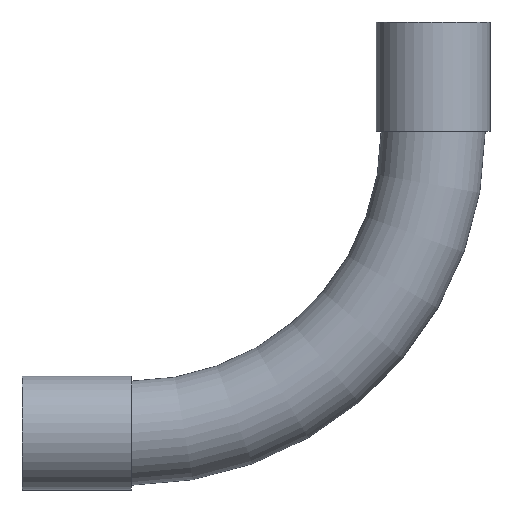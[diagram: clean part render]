
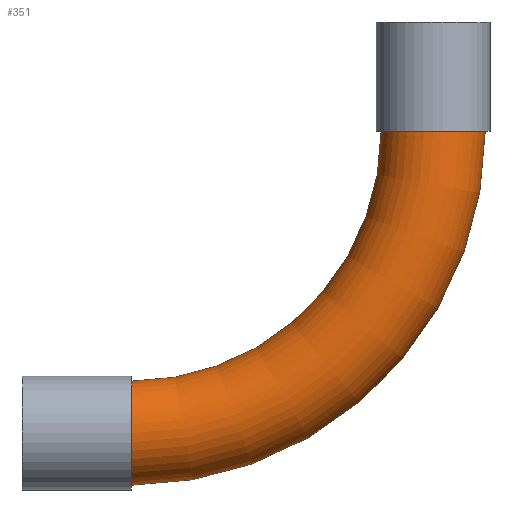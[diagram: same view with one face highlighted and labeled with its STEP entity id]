
A CAD part, front view. The second image highlights one B-rep face of the part: STEP entity #351.
In plain terms, the highlighted toroidal (fillet/blend) face has major radius 116 mm and minor radius 20 mm.
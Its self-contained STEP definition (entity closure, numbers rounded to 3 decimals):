
#2 = AXIS2_PLACEMENT_3D ( 'NONE', #277, #602, #333 ) ;
#43 = DIRECTION ( 'NONE',  ( 1., 0., 0. ) ) ;
#58 = ORIENTED_EDGE ( 'NONE', *, *, #295, .F. ) ;
#77 = TOROIDAL_SURFACE ( 'NONE', #590, 116., 20. ) ;
#86 = CARTESIAN_POINT ( 'NONE',  ( 136., 0., 0. ) ) ;
#99 = ORIENTED_EDGE ( 'NONE', *, *, #332, .F. ) ;
#118 = EDGE_CURVE ( 'NONE', #132, #297, #136, .T. ) ;
#132 = VERTEX_POINT ( 'NONE', #612 ) ;
#136 = CIRCLE ( 'NONE', #2, 20. ) ;
#140 = DIRECTION ( 'NONE',  ( 0., 0., -1. ) ) ;
#152 = CARTESIAN_POINT ( 'NONE',  ( 0., 0., 0. ) ) ;
#162 = EDGE_LOOP ( 'NONE', ( #443, #446, #58, #99 ) ) ;
#191 = DIRECTION ( 'NONE',  ( 0., -1., 0. ) ) ;
#198 = AXIS2_PLACEMENT_3D ( 'NONE', #584, #312, #630 ) ;
#208 = CIRCLE ( 'NONE', #299, 136. ) ;
#211 = DIRECTION ( 'NONE',  ( 0., 0., -1. ) ) ;
#277 = CARTESIAN_POINT ( 'NONE',  ( 0., 0., -116. ) ) ;
#295 = EDGE_CURVE ( 'NONE', #438, #480, #563, .T. ) ;
#297 = VERTEX_POINT ( 'NONE', #374 ) ;
#299 = AXIS2_PLACEMENT_3D ( 'NONE', #152, #500, #211 ) ;
#311 = CIRCLE ( 'NONE', #198, 96. ) ;
#312 = DIRECTION ( 'NONE',  ( 0., -1., 0. ) ) ;
#330 = EDGE_CURVE ( 'NONE', #132, #480, #208, .T. ) ;
#332 = EDGE_CURVE ( 'NONE', #297, #438, #311, .T. ) ;
#333 = DIRECTION ( 'NONE',  ( 0., 0., -1. ) ) ;
#351 = ADVANCED_FACE ( 'NONE', ( #416 ), #77, .T. ) ;
#367 = DIRECTION ( 'NONE',  ( 0., 0., 1. ) ) ;
#374 = CARTESIAN_POINT ( 'NONE',  ( 0., 0., -96. ) ) ;
#412 = CARTESIAN_POINT ( 'NONE',  ( 116., 0., 0. ) ) ;
#416 = FACE_OUTER_BOUND ( 'NONE', #162, .T. ) ;
#438 = VERTEX_POINT ( 'NONE', #564 ) ;
#443 = ORIENTED_EDGE ( 'NONE', *, *, #118, .F. ) ;
#446 = ORIENTED_EDGE ( 'NONE', *, *, #330, .T. ) ;
#480 = VERTEX_POINT ( 'NONE', #86 ) ;
#483 = AXIS2_PLACEMENT_3D ( 'NONE', #412, #367, #43 ) ;
#500 = DIRECTION ( 'NONE',  ( 0., -1., 0. ) ) ;
#537 = CARTESIAN_POINT ( 'NONE',  ( 0., 0., 0. ) ) ;
#563 = CIRCLE ( 'NONE', #483, 20. ) ;
#564 = CARTESIAN_POINT ( 'NONE',  ( 96., 0., 0. ) ) ;
#584 = CARTESIAN_POINT ( 'NONE',  ( 0., 0., 0. ) ) ;
#590 = AXIS2_PLACEMENT_3D ( 'NONE', #537, #191, #140 ) ;
#602 = DIRECTION ( 'NONE',  ( -1., 0., 0. ) ) ;
#612 = CARTESIAN_POINT ( 'NONE',  ( 0., 0., -136. ) ) ;
#630 = DIRECTION ( 'NONE',  ( 0., 0., -1. ) ) ;
